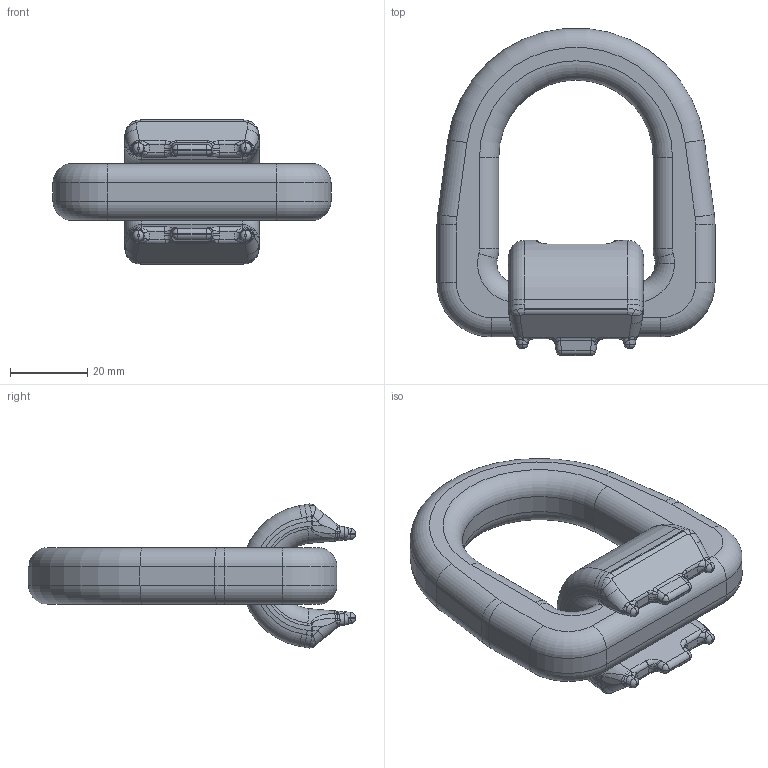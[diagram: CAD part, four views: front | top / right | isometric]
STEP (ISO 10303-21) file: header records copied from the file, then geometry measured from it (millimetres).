
FILE_DESCRIPTION (( 'STEP AP203' ), '1' );
FILE_NAME ('20240710_APAS_1,4t.STEP', '2024-07-10T08:04:48', ( '' ), ( '' ), 'SwSTEP 2.0', 'SolidWorks 2024', '' );
FILE_SCHEMA (( 'CONFIG_CONTROL_DESIGN' ));
Length unit declared in the file: millimetre
Products named in the file (3): APAS1,4Bock_APAS1,4Bock_ohneBrahm<Wie bearbeitet>; APAS1,4_Stepversion_ohne Bram, ohne Beschriftung; 20240710_APAS_1,4t
Assembly tree (2 placements, depth 2):
  20240710_APAS_1,4t
    APAS1,4_Stepversion_ohne Bram, ohne Beschriftung
    APAS1,4Bock_APAS1,4Bock_ohneBrahm<Wie bearbeitet>
Bounding box: 72 x 84.68 x 37.31 mm (x, y, z)
Volume: 58026.3 mm3; surface area: 15898.6 mm2
Topology: 2 solids, 2 shells, 349 faces, 840 edges, 479 vertices
Faces by surface type: bspline 114, cylinder 113, plane 58, torus 42, cone 14, sphere 8
Entity records: 13079 total; most frequent: CARTESIAN_POINT 5725, ORIENTED_EDGE 1644, DIRECTION 1328, EDGE_CURVE 822, AXIS2_PLACEMENT_3D 544, VERTEX_POINT 479, EDGE_LOOP 353, FACE_OUTER_BOUND 349
